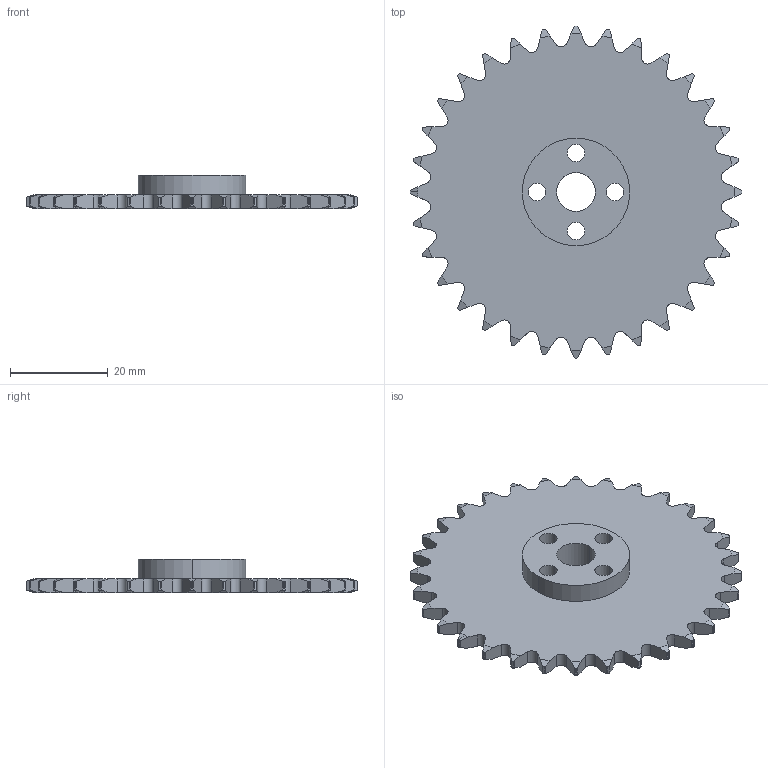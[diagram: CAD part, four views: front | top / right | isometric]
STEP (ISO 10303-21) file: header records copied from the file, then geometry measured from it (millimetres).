
FILE_DESCRIPTION (( 'STEP AP214' ), '1' );
FILE_NAME ('Sprocket 32 Tooth.step', '2017-10-17T01:15:52', ( '' ), ( '' ), 'SwSTEP 2.0', 'SolidWorks 2017', '' );
FILE_SCHEMA (( 'AUTOMOTIVE_DESIGN' ));
Length unit declared in the file: inch
Products named in the file (1): Sprocket 32 Tooth
Bounding box: 68 x 68 x 6.8 mm (x, y, z)
Volume: 9669.6 mm3; surface area: 7763 mm2
Topology: 1 solids, 1 shells, 295 faces, 875 edges, 583 vertices
Faces by surface type: cylinder 160, cone 68, plane 67
Entity records: 10241 total; most frequent: CARTESIAN_POINT 2588, ORIENTED_EDGE 1750, DIRECTION 1431, EDGE_CURVE 875, VERTEX_POINT 583, AXIS2_PLACEMENT_3D 538, LINE 355, VECTOR 355
